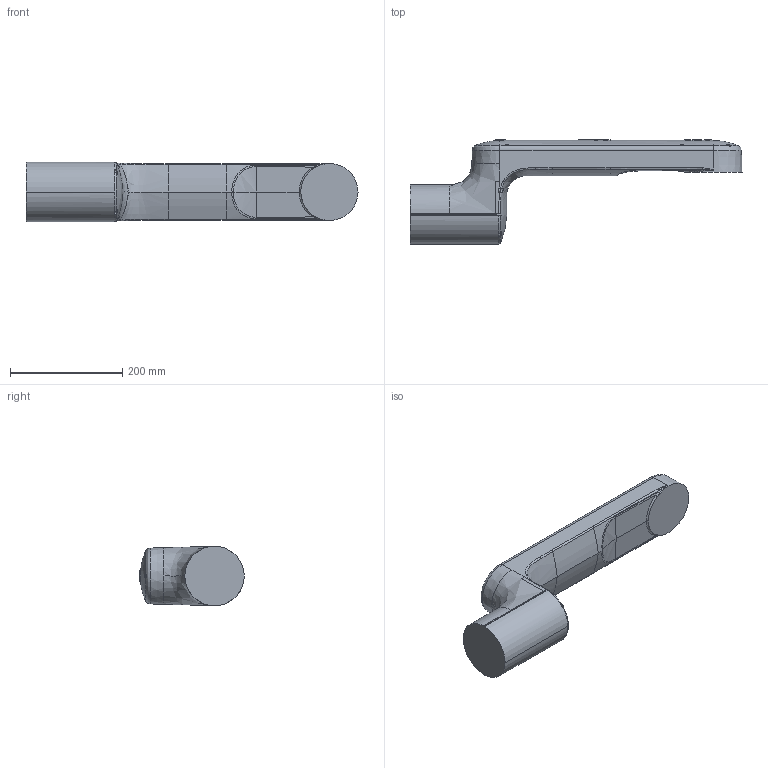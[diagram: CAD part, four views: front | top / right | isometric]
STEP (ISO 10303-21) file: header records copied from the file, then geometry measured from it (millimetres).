
FILE_DESCRIPTION (( 'STEP AP214' ), '1' );
FILE_NAME ('CRB15000_10kg-152_Omnicore_rev00_LINK04_CAD.step', '2023-07-05T08:09:38', ( '' ), ( '' ), 'SwSTEP 2.0', 'SolidWorks 2022', '' );
FILE_SCHEMA (( 'AUTOMOTIVE_DESIGN' ));
Length unit declared in the file: millimetre
Products named in the file (1): CRB15000_10kg-152_Omnicore_rev00_LINK04_CAD
Bounding box: 590.78 x 185.8 x 105.64 mm (x, y, z)
Volume: 4085833.2 mm3; surface area: 209069.7 mm2
Topology: 1 solids, 1 shells, 514 faces, 1336 edges, 873 vertices
Faces by surface type: bspline 213, plane 195, cylinder 89, cone 17
Entity records: 35178 total; most frequent: CARTESIAN_POINT 21566, ORIENTED_EDGE 2668, DIRECTION 1566, EDGE_CURVE 1334, VERTEX_POINT 873, LINE 584, VECTOR 584, EDGE_LOOP 565
